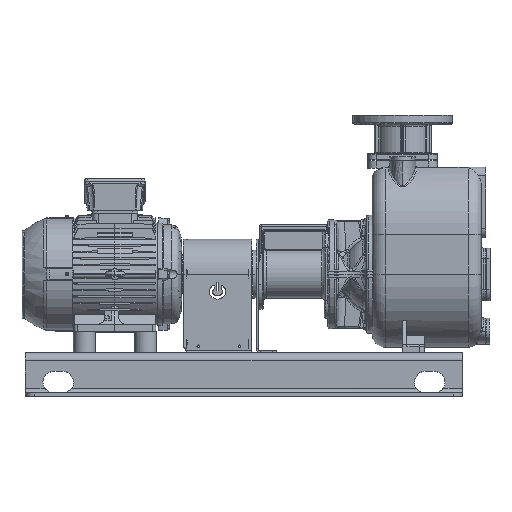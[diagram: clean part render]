
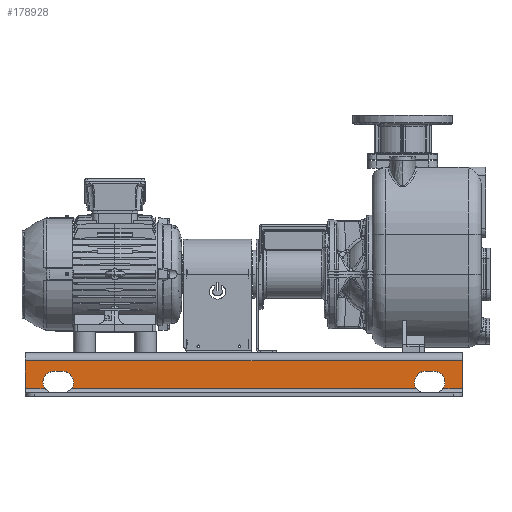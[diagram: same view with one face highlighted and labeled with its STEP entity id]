
A CAD part, top view. The second image highlights one B-rep face of the part: STEP entity #178928.
In plain terms, the highlighted planar face has unit normal (0, 0, 1).
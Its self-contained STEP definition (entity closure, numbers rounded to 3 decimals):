
#31091=DIRECTION('',(-1.,0.,0.));
#31092=VECTOR('',#31091,1000.);
#31093=CARTESIAN_POINT('',(102.,-18.,185.));
#31094=LINE('',#31093,#31092);
#71519=DIRECTION('',(-1.,0.,0.));
#71520=VECTOR('',#71519,20.);
#71521=CARTESIAN_POINT('',(37.,-42.,185.));
#71522=LINE('',#71521,#71520);
#71523=CARTESIAN_POINT('',(17.,-67.,185.));
#71524=DIRECTION('',(0.,0.,-1.));
#71525=DIRECTION('',(-0.8,-0.6,0.));
#71526=AXIS2_PLACEMENT_3D('',#71523,#71524,#71525);
#71528=DIRECTION('',(-1.,0.,0.));
#71529=VECTOR('',#71528,790.);
#71530=CARTESIAN_POINT('',(-3.,-82.,185.));
#71531=LINE('',#71530,#71529);
#71532=CARTESIAN_POINT('',(-813.,-67.,185.));
#71533=DIRECTION('',(0.,0.,-1.));
#71534=DIRECTION('',(0.,1.,0.));
#71535=AXIS2_PLACEMENT_3D('',#71532,#71533,#71534);
#71537=DIRECTION('',(-1.,0.,0.));
#71538=VECTOR('',#71537,20.);
#71539=CARTESIAN_POINT('',(-813.,-42.,185.));
#71540=LINE('',#71539,#71538);
#71541=CARTESIAN_POINT('',(-833.,-67.,185.));
#71542=DIRECTION('',(0.,0.,-1.));
#71543=DIRECTION('',(-0.8,-0.6,0.));
#71544=AXIS2_PLACEMENT_3D('',#71541,#71542,#71543);
#71546=DIRECTION('',(-1.,0.,0.));
#71547=VECTOR('',#71546,45.);
#71548=CARTESIAN_POINT('',(-853.,-82.,185.));
#71549=LINE('',#71548,#71547);
#71550=DIRECTION('',(-1.,0.,0.));
#71551=VECTOR('',#71550,45.);
#71552=CARTESIAN_POINT('',(102.,-82.,185.));
#71553=LINE('',#71552,#71551);
#71554=CARTESIAN_POINT('',(37.,-67.,185.));
#71555=DIRECTION('',(0.,0.,-1.));
#71556=DIRECTION('',(0.,1.,0.));
#71557=AXIS2_PLACEMENT_3D('',#71554,#71555,#71556);
#71612=CARTESIAN_POINT('',(-3.,-82.,185.));
#71618=CARTESIAN_POINT('',(-793.,-82.,185.));
#71759=CARTESIAN_POINT('',(57.,-82.,185.));
#71989=DIRECTION('',(0.,1.,0.));
#71990=VECTOR('',#71989,64.);
#71991=CARTESIAN_POINT('',(102.,-82.,185.));
#71992=LINE('',#71991,#71990);
#72096=CARTESIAN_POINT('',(-853.,-82.,185.));
#72311=DIRECTION('',(0.,1.,0.));
#72312=VECTOR('',#72311,64.);
#72313=CARTESIAN_POINT('',(-898.,-82.,185.));
#72314=LINE('',#72313,#72312);
#83999=CARTESIAN_POINT('',(102.,-82.,185.));
#84001=VERTEX_POINT('',#83999);
#84002=CARTESIAN_POINT('',(102.,-18.,185.));
#84003=VERTEX_POINT('',#84002);
#84015=CARTESIAN_POINT('',(-898.,-82.,185.));
#84017=VERTEX_POINT('',#84015);
#84018=CARTESIAN_POINT('',(-898.,-18.,185.));
#84019=VERTEX_POINT('',#84018);
#84139=VERTEX_POINT('',#71612);
#84142=VERTEX_POINT('',#71759);
#84144=VERTEX_POINT('',#72096);
#84147=VERTEX_POINT('',#71618);
#84148=CARTESIAN_POINT('',(37.,-42.,185.));
#84149=CARTESIAN_POINT('',(17.,-42.,185.));
#84150=VERTEX_POINT('',#84148);
#84151=VERTEX_POINT('',#84149);
#84152=CARTESIAN_POINT('',(-833.,-42.,185.));
#84153=VERTEX_POINT('',#84152);
#84154=CARTESIAN_POINT('',(-813.,-42.,185.));
#84155=VERTEX_POINT('',#84154);
#178899=CARTESIAN_POINT('',(102.,-82.,185.));
#178900=DIRECTION('',(0.,0.,1.));
#178901=DIRECTION('',(0.,1.,0.));
#178902=AXIS2_PLACEMENT_3D('',#178899,#178900,#178901);
#178903=PLANE('',#178902);
#178904=ORIENTED_EDGE('',*,*,#178889,.T.);
#178906=ORIENTED_EDGE('',*,*,#178905,.F.);
#178908=ORIENTED_EDGE('',*,*,#178907,.T.);
#178910=ORIENTED_EDGE('',*,*,#178909,.F.);
#178912=ORIENTED_EDGE('',*,*,#178911,.T.);
#178914=ORIENTED_EDGE('',*,*,#178913,.F.);
#178916=ORIENTED_EDGE('',*,*,#178915,.T.);
#178918=ORIENTED_EDGE('',*,*,#178917,.T.);
#178919=ORIENTED_EDGE('',*,*,#121841,.F.);
#178921=ORIENTED_EDGE('',*,*,#178920,.F.);
#178923=ORIENTED_EDGE('',*,*,#178922,.T.);
#178925=ORIENTED_EDGE('',*,*,#178924,.F.);
#178926=EDGE_LOOP('',(#178904,#178906,#178908,#178910,#178912,#178914,#178916,
#178918,#178919,#178921,#178923,#178925));
#178927=FACE_OUTER_BOUND('',#178926,.F.);
#178928=ADVANCED_FACE('',(#178927),#178903,.T.);
#71527=CIRCLE('',#71526,25.);
#71536=CIRCLE('',#71535,25.);
#71545=CIRCLE('',#71544,25.);
#71558=CIRCLE('',#71557,25.);
#121841=EDGE_CURVE('',#84003,#84019,#31094,.T.);
#178889=EDGE_CURVE('',#84150,#84151,#71522,.T.);
#178905=EDGE_CURVE('',#84139,#84151,#71527,.T.);
#178907=EDGE_CURVE('',#84139,#84147,#71531,.T.);
#178909=EDGE_CURVE('',#84155,#84147,#71536,.T.);
#178911=EDGE_CURVE('',#84155,#84153,#71540,.T.);
#178913=EDGE_CURVE('',#84144,#84153,#71545,.T.);
#178915=EDGE_CURVE('',#84144,#84017,#71549,.T.);
#178917=EDGE_CURVE('',#84017,#84019,#72314,.T.);
#178920=EDGE_CURVE('',#84001,#84003,#71992,.T.);
#178922=EDGE_CURVE('',#84001,#84142,#71553,.T.);
#178924=EDGE_CURVE('',#84150,#84142,#71558,.T.);
